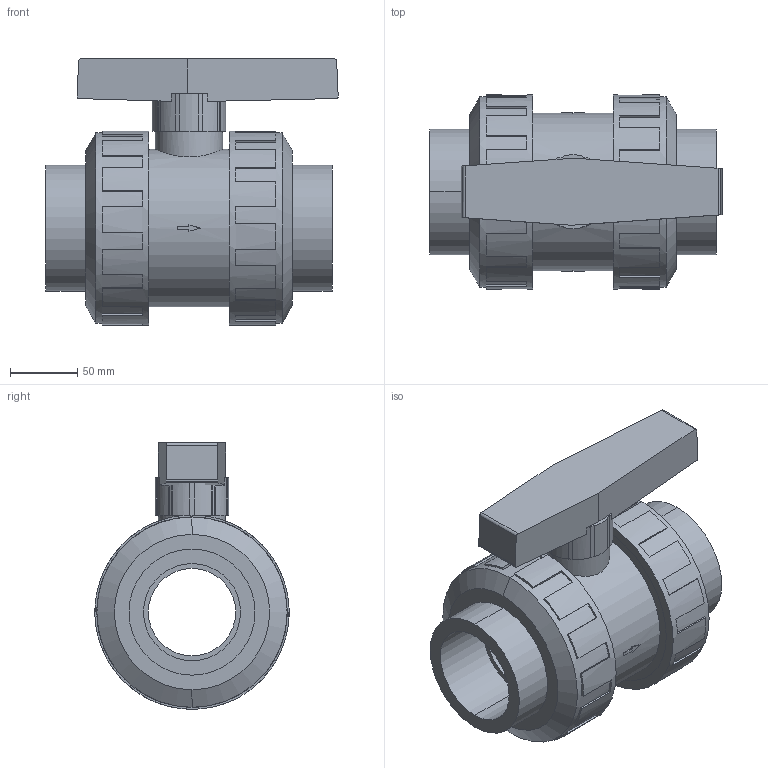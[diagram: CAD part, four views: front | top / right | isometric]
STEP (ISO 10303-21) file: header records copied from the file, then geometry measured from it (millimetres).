
FILE_DESCRIPTION(('STEP AP214'),'1');
FILE_NAME('cctmp_0F425750-142A-435F-81AB-3C443F9F00A6_2018_12_14_13_57_8_146..stp','2018-12-14T12:57:08',('Praher Valves GmbH'),('CADClick - www.CADClick.com'),'Spatial InterOp 3D',' ','unknown authorization');
FILE_SCHEMA(('AUTOMOTIVE_DESIGN'));
Length unit declared in the file: millimetre
Products named in the file (1): 129027
Bounding box: 217.5 x 144.5 x 198.25 mm (x, y, z)
Volume: 1989692.8 mm3; surface area: 293044.6 mm2
Topology: 1 solids, 1 shells, 256 faces, 698 edges, 461 vertices
Faces by surface type: plane 196, cylinder 56, cone 4
Entity records: 10339 total; most frequent: CARTESIAN_POINT 1547, DIRECTION 1445, ORIENTED_EDGE 1396, EDGE_CURVE 698, AXIS2_PLACEMENT_3D 493, VERTEX_POINT 461, LINE 459, VECTOR 459
